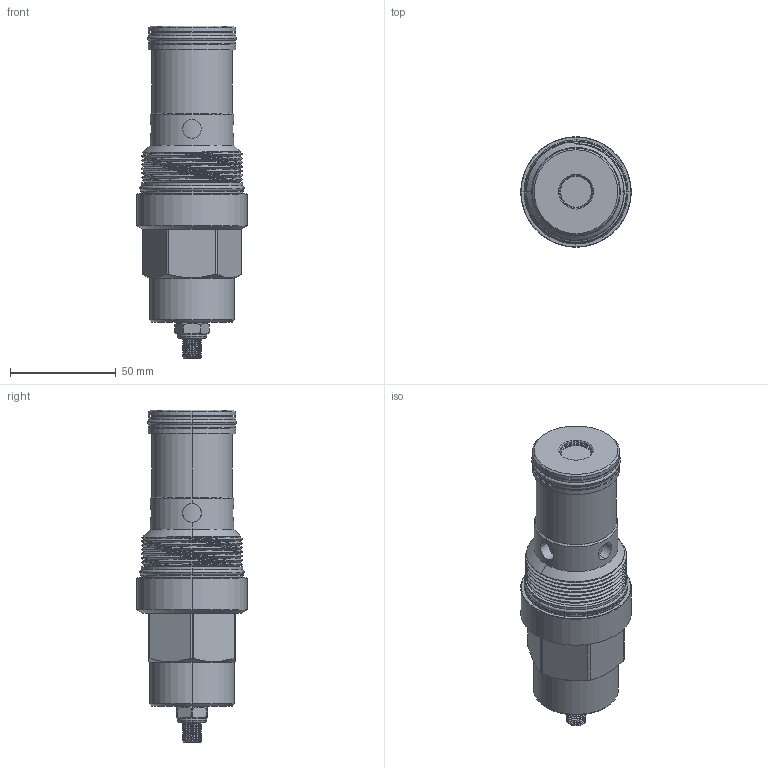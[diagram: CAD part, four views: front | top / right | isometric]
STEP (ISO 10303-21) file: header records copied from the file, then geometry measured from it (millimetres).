
FILE_DESCRIPTION (( 'STEP AP203' ), '1' );
FILE_NAME ('FR18A20-L.STEP', '2016-05-24T08:25:30', ( '' ), ( '' ), 'SwSTEP 2.0', 'SolidWorks 2012', '' );
FILE_SCHEMA (( 'CONFIG_CONTROL_DESIGN' ));
Length unit declared in the file: millimetre
Products named in the file (1): FR18A20-L
Bounding box: 52.37 x 52.37 x 157.22 mm (x, y, z)
Volume: 202158.9 mm3; surface area: 31354.6 mm2
Topology: 5 solids, 6 shells, 223 faces, 536 edges, 338 vertices
Faces by surface type: cylinder 106, plane 54, cone 31, torus 26, bspline 6
Entity records: 11271 total; most frequent: CARTESIAN_POINT 6175, ORIENTED_EDGE 1068, DIRECTION 1048, EDGE_CURVE 534, AXIS2_PLACEMENT_3D 434, VERTEX_POINT 338, EDGE_LOOP 248, FACE_OUTER_BOUND 223
